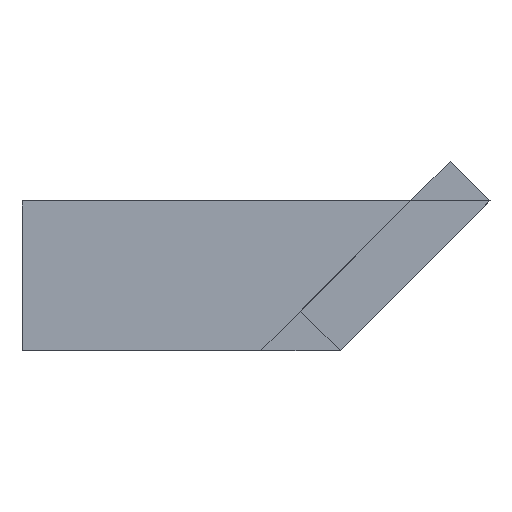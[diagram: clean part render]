
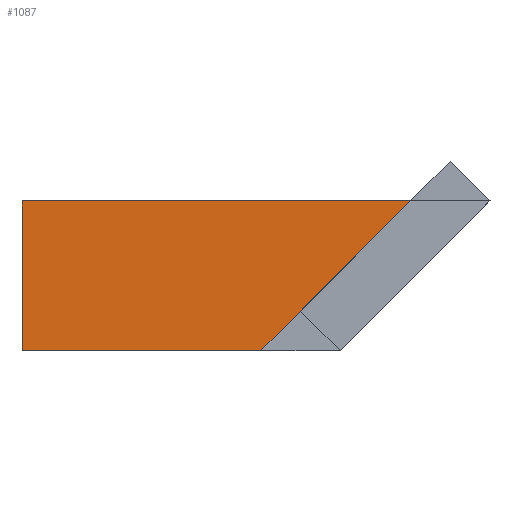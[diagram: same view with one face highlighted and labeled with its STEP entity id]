
A CAD part, left-side view. The second image highlights one B-rep face of the part: STEP entity #1087.
In plain terms, the highlighted planar face has unit normal (-1, 0, 0).
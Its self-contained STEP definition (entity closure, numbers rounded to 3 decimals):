
#324 = PLANE('',#325);
#325 = AXIS2_PLACEMENT_3D('',#326,#327,#328);
#326 = CARTESIAN_POINT('',(5.92,16.08,0.));
#327 = DIRECTION('',(-0.,-0.,-1.));
#328 = DIRECTION('',(-1.,0.,0.));
#379 = PLANE('',#380);
#380 = AXIS2_PLACEMENT_3D('',#381,#382,#383);
#381 = CARTESIAN_POINT('',(0.,4.243,8.));
#382 = DIRECTION('',(-0.,-0.707,-0.707));
#383 = DIRECTION('',(0.,0.707,-0.707));
#419 = VERTEX_POINT('',#420);
#420 = CARTESIAN_POINT('',(0.,10.121,2.121));
#434 = PLANE('',#435);
#435 = AXIS2_PLACEMENT_3D('',#436,#437,#438);
#436 = CARTESIAN_POINT('',(0.,0.,0.));
#437 = DIRECTION('',(-1.,0.,0.));
#438 = DIRECTION('',(0.,1.,0.));
#572 = VERTEX_POINT('',#573);
#573 = CARTESIAN_POINT('',(0.,4.243,8.));
#587 = PLANE('',#588);
#588 = AXIS2_PLACEMENT_3D('',#589,#590,#591);
#589 = CARTESIAN_POINT('',(5.92,16.08,8.));
#590 = DIRECTION('',(-0.,-0.,-1.));
#591 = DIRECTION('',(-1.,0.,0.));
#651 = VERTEX_POINT('',#652);
#652 = CARTESIAN_POINT('',(0.,12.243,0.));
#673 = EDGE_CURVE('',#651,#674,#676,.T.);
#674 = VERTEX_POINT('',#675);
#675 = CARTESIAN_POINT('',(0.,25.,0.));
#676 = SURFACE_CURVE('',#677,(#681,#688),.PCURVE_S1.);
#677 = LINE('',#678,#679);
#678 = CARTESIAN_POINT('',(0.,0.,0.));
#679 = VECTOR('',#680,1.);
#680 = DIRECTION('',(0.,1.,0.));
#681 = PCURVE('',#324,#682);
#682 = DEFINITIONAL_REPRESENTATION('',(#683),#687);
#683 = LINE('',#684,#685);
#684 = CARTESIAN_POINT('',(5.92,-16.08));
#685 = VECTOR('',#686,1.);
#686 = DIRECTION('',(0.,1.));
#687 = ( GEOMETRIC_REPRESENTATION_CONTEXT(2) 
PARAMETRIC_REPRESENTATION_CONTEXT() REPRESENTATION_CONTEXT('2D SPACE',''
  ) );
#688 = PCURVE('',#689,#694);
#689 = PLANE('',#690);
#690 = AXIS2_PLACEMENT_3D('',#691,#692,#693);
#691 = CARTESIAN_POINT('',(0.,0.,0.));
#692 = DIRECTION('',(-1.,0.,0.));
#693 = DIRECTION('',(0.,1.,0.));
#694 = DEFINITIONAL_REPRESENTATION('',(#695),#699);
#695 = LINE('',#696,#697);
#696 = CARTESIAN_POINT('',(0.,0.));
#697 = VECTOR('',#698,1.);
#698 = DIRECTION('',(1.,0.));
#699 = ( GEOMETRIC_REPRESENTATION_CONTEXT(2) 
PARAMETRIC_REPRESENTATION_CONTEXT() REPRESENTATION_CONTEXT('2D SPACE',''
  ) );
#717 = PLANE('',#718);
#718 = AXIS2_PLACEMENT_3D('',#719,#720,#721);
#719 = CARTESIAN_POINT('',(0.,25.,0.));
#720 = DIRECTION('',(0.,1.,0.));
#721 = DIRECTION('',(1.,0.,0.));
#859 = EDGE_CURVE('',#572,#419,#860,.T.);
#860 = SURFACE_CURVE('',#861,(#865,#872),.PCURVE_S1.);
#861 = LINE('',#862,#863);
#862 = CARTESIAN_POINT('',(0.,4.243,8.));
#863 = VECTOR('',#864,1.);
#864 = DIRECTION('',(-0.,0.707,-0.707));
#865 = PCURVE('',#379,#866);
#866 = DEFINITIONAL_REPRESENTATION('',(#867),#871);
#867 = LINE('',#868,#869);
#868 = CARTESIAN_POINT('',(0.,0.));
#869 = VECTOR('',#870,1.);
#870 = DIRECTION('',(1.,0.));
#871 = ( GEOMETRIC_REPRESENTATION_CONTEXT(2) 
PARAMETRIC_REPRESENTATION_CONTEXT() REPRESENTATION_CONTEXT('2D SPACE',''
  ) );
#872 = PCURVE('',#689,#873);
#873 = DEFINITIONAL_REPRESENTATION('',(#874),#878);
#874 = LINE('',#875,#876);
#875 = CARTESIAN_POINT('',(4.243,-8.));
#876 = VECTOR('',#877,1.);
#877 = DIRECTION('',(0.707,0.707));
#878 = ( GEOMETRIC_REPRESENTATION_CONTEXT(2) 
PARAMETRIC_REPRESENTATION_CONTEXT() REPRESENTATION_CONTEXT('2D SPACE',''
  ) );
#890 = EDGE_CURVE('',#419,#651,#891,.T.);
#891 = SURFACE_CURVE('',#892,(#896,#903),.PCURVE_S1.);
#892 = LINE('',#893,#894);
#893 = CARTESIAN_POINT('',(0.,4.243,8.));
#894 = VECTOR('',#895,1.);
#895 = DIRECTION('',(-0.,0.707,-0.707));
#896 = PCURVE('',#434,#897);
#897 = DEFINITIONAL_REPRESENTATION('',(#898),#902);
#898 = LINE('',#899,#900);
#899 = CARTESIAN_POINT('',(4.243,-8.));
#900 = VECTOR('',#901,1.);
#901 = DIRECTION('',(0.707,0.707));
#902 = ( GEOMETRIC_REPRESENTATION_CONTEXT(2) 
PARAMETRIC_REPRESENTATION_CONTEXT() REPRESENTATION_CONTEXT('2D SPACE',''
  ) );
#903 = PCURVE('',#689,#904);
#904 = DEFINITIONAL_REPRESENTATION('',(#905),#909);
#905 = LINE('',#906,#907);
#906 = CARTESIAN_POINT('',(4.243,-8.));
#907 = VECTOR('',#908,1.);
#908 = DIRECTION('',(0.707,0.707));
#909 = ( GEOMETRIC_REPRESENTATION_CONTEXT(2) 
PARAMETRIC_REPRESENTATION_CONTEXT() REPRESENTATION_CONTEXT('2D SPACE',''
  ) );
#916 = EDGE_CURVE('',#572,#917,#919,.T.);
#917 = VERTEX_POINT('',#918);
#918 = CARTESIAN_POINT('',(0.,25.,8.));
#919 = SURFACE_CURVE('',#920,(#924,#931),.PCURVE_S1.);
#920 = LINE('',#921,#922);
#921 = CARTESIAN_POINT('',(0.,0.,8.));
#922 = VECTOR('',#923,1.);
#923 = DIRECTION('',(0.,1.,0.));
#924 = PCURVE('',#587,#925);
#925 = DEFINITIONAL_REPRESENTATION('',(#926),#930);
#926 = LINE('',#927,#928);
#927 = CARTESIAN_POINT('',(5.92,-16.08));
#928 = VECTOR('',#929,1.);
#929 = DIRECTION('',(0.,1.));
#930 = ( GEOMETRIC_REPRESENTATION_CONTEXT(2) 
PARAMETRIC_REPRESENTATION_CONTEXT() REPRESENTATION_CONTEXT('2D SPACE',''
  ) );
#931 = PCURVE('',#689,#932);
#932 = DEFINITIONAL_REPRESENTATION('',(#933),#937);
#933 = LINE('',#934,#935);
#934 = CARTESIAN_POINT('',(0.,-8.));
#935 = VECTOR('',#936,1.);
#936 = DIRECTION('',(1.,0.));
#937 = ( GEOMETRIC_REPRESENTATION_CONTEXT(2) 
PARAMETRIC_REPRESENTATION_CONTEXT() REPRESENTATION_CONTEXT('2D SPACE',''
  ) );
#1064 = EDGE_CURVE('',#674,#917,#1065,.T.);
#1065 = SURFACE_CURVE('',#1066,(#1070,#1077),.PCURVE_S1.);
#1066 = LINE('',#1067,#1068);
#1067 = CARTESIAN_POINT('',(0.,25.,0.));
#1068 = VECTOR('',#1069,1.);
#1069 = DIRECTION('',(0.,0.,1.));
#1070 = PCURVE('',#717,#1071);
#1071 = DEFINITIONAL_REPRESENTATION('',(#1072),#1076);
#1072 = LINE('',#1073,#1074);
#1073 = CARTESIAN_POINT('',(0.,0.));
#1074 = VECTOR('',#1075,1.);
#1075 = DIRECTION('',(0.,-1.));
#1076 = ( GEOMETRIC_REPRESENTATION_CONTEXT(2) 
PARAMETRIC_REPRESENTATION_CONTEXT() REPRESENTATION_CONTEXT('2D SPACE',''
  ) );
#1077 = PCURVE('',#689,#1078);
#1078 = DEFINITIONAL_REPRESENTATION('',(#1079),#1083);
#1079 = LINE('',#1080,#1081);
#1080 = CARTESIAN_POINT('',(25.,0.));
#1081 = VECTOR('',#1082,1.);
#1082 = DIRECTION('',(0.,-1.));
#1083 = ( GEOMETRIC_REPRESENTATION_CONTEXT(2) 
PARAMETRIC_REPRESENTATION_CONTEXT() REPRESENTATION_CONTEXT('2D SPACE',''
  ) );
#1087 = ADVANCED_FACE('',(#1088),#689,.T.);
#1088 = FACE_BOUND('',#1089,.T.);
#1089 = EDGE_LOOP('',(#1090,#1091,#1092,#1093,#1094));
#1090 = ORIENTED_EDGE('',*,*,#859,.F.);
#1091 = ORIENTED_EDGE('',*,*,#916,.T.);
#1092 = ORIENTED_EDGE('',*,*,#1064,.F.);
#1093 = ORIENTED_EDGE('',*,*,#673,.F.);
#1094 = ORIENTED_EDGE('',*,*,#890,.F.);
